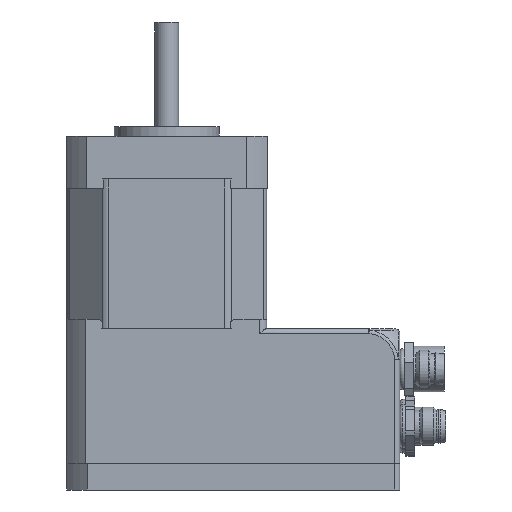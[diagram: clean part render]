
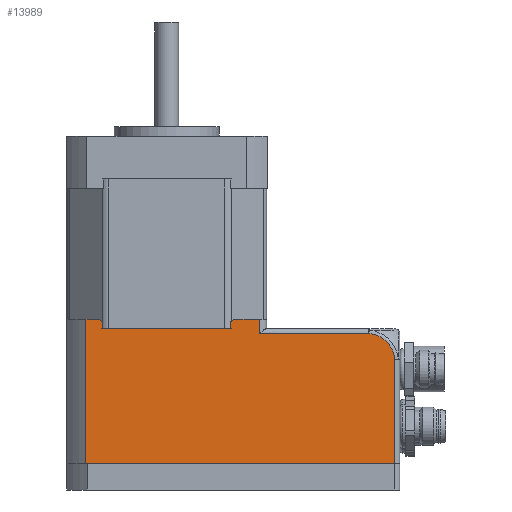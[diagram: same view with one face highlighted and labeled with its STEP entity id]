
A CAD part, left-side view. The second image highlights one B-rep face of the part: STEP entity #13989.
In plain terms, the highlighted planar face has unit normal (-1, 0, 0).
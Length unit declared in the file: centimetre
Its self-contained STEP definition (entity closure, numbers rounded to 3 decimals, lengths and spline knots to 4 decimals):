
#290=B_SPLINE_CURVE_WITH_KNOTS('',3,(#22932,#22933,#22934,#22935),
 .UNSPECIFIED.,.F.,.F.,(4,4),(0.,1.),.UNSPECIFIED.);
#291=B_SPLINE_CURVE_WITH_KNOTS('',3,(#22951,#22952,#22953,#22954),
 .UNSPECIFIED.,.F.,.F.,(4,4),(0.,1.),.UNSPECIFIED.);
#989=PLANE('',#15158);
#1517=FACE_OUTER_BOUND('',#2464,.T.);
#2464=EDGE_LOOP('',(#10171,#10172,#10173,#10174,#10175,#10176,#10177,#10178,
#10179,#10180,#10181,#10182,#10183));
#3572=LINE('',#22945,#4381);
#3573=LINE('',#22947,#4382);
#3574=LINE('',#22949,#4383);
#3575=LINE('',#22956,#4384);
#3576=LINE('',#22958,#4385);
#3577=LINE('',#22960,#4386);
#3578=LINE('',#22962,#4387);
#3579=LINE('',#22966,#4388);
#3580=LINE('',#22968,#4389);
#3581=LINE('',#22969,#4390);
#4381=VECTOR('',#17678,0.15);
#4382=VECTOR('',#17679,2.6796);
#4383=VECTOR('',#17680,0.15);
#4384=VECTOR('',#17681,0.2664);
#4385=VECTOR('',#17682,3.04);
#4386=VECTOR('',#17683,6.4971);
#4387=VECTOR('',#17684,2.19);
#4388=VECTOR('',#17687,2.3);
#4389=VECTOR('',#17688,0.3);
#4390=VECTOR('',#17689,0.5194);
#5149=CIRCLE('',#15159,0.6021);
#6168=VERTEX_POINT('',#22930);
#6169=VERTEX_POINT('',#22931);
#6172=VERTEX_POINT('',#22944);
#6173=VERTEX_POINT('',#22946);
#6174=VERTEX_POINT('',#22948);
#6175=VERTEX_POINT('',#22950);
#6176=VERTEX_POINT('',#22955);
#6177=VERTEX_POINT('',#22957);
#6178=VERTEX_POINT('',#22959);
#6179=VERTEX_POINT('',#22961);
#6180=VERTEX_POINT('',#22963);
#6181=VERTEX_POINT('',#22965);
#6182=VERTEX_POINT('',#22967);
#7681=EDGE_CURVE('',#6168,#6169,#290,.T.);
#7685=EDGE_CURVE('',#6168,#6172,#3572,.T.);
#7686=EDGE_CURVE('',#6172,#6173,#3573,.T.);
#7687=EDGE_CURVE('',#6174,#6173,#3574,.T.);
#7688=EDGE_CURVE('',#6175,#6174,#291,.T.);
#7689=EDGE_CURVE('',#6175,#6176,#3575,.T.);
#7690=EDGE_CURVE('',#6176,#6177,#3576,.T.);
#7691=EDGE_CURVE('',#6178,#6177,#3577,.T.);
#7692=EDGE_CURVE('',#6179,#6178,#3578,.T.);
#7693=EDGE_CURVE('',#6179,#6180,#5149,.T.);
#7694=EDGE_CURVE('',#6180,#6181,#3579,.T.);
#7695=EDGE_CURVE('',#6181,#6182,#3580,.T.);
#7696=EDGE_CURVE('',#6182,#6169,#3581,.T.);
#10171=ORIENTED_EDGE('',*,*,#7681,.F.);
#10172=ORIENTED_EDGE('',*,*,#7685,.T.);
#10173=ORIENTED_EDGE('',*,*,#7686,.T.);
#10174=ORIENTED_EDGE('',*,*,#7687,.F.);
#10175=ORIENTED_EDGE('',*,*,#7688,.F.);
#10176=ORIENTED_EDGE('',*,*,#7689,.T.);
#10177=ORIENTED_EDGE('',*,*,#7690,.T.);
#10178=ORIENTED_EDGE('',*,*,#7691,.F.);
#10179=ORIENTED_EDGE('',*,*,#7692,.F.);
#10180=ORIENTED_EDGE('',*,*,#7693,.T.);
#10181=ORIENTED_EDGE('',*,*,#7694,.T.);
#10182=ORIENTED_EDGE('',*,*,#7695,.T.);
#10183=ORIENTED_EDGE('',*,*,#7696,.T.);
#13989=ADVANCED_FACE('',(#1517),#989,.T.);
#15158=AXIS2_PLACEMENT_3D('',#22943,#17676,#17677);
#15159=AXIS2_PLACEMENT_3D('',#22964,#17685,#17686);
#17676=DIRECTION('center_axis',(-1.,0.,0.));
#17677=DIRECTION('ref_axis',(0.,0.,1.));
#17678=DIRECTION('',(0.,0.,-1.));
#17679=DIRECTION('',(0.,1.,0.));
#17680=DIRECTION('',(0.,0.,-1.));
#17681=DIRECTION('',(0.,1.,0.));
#17682=DIRECTION('',(0.,0.,-1.));
#17683=DIRECTION('',(0.,1.,0.));
#17684=DIRECTION('',(0.,0.,-1.));
#17685=DIRECTION('center_axis',(-1.,0.,0.));
#17686=DIRECTION('ref_axis',(0.,0.,
1.));
#17687=DIRECTION('',(0.,1.,0.));
#17688=DIRECTION('',(0.,0.,1.));
#17689=DIRECTION('',(0.,1.,0.));
#22930=CARTESIAN_POINT('',(-2.1,-1.3398,-1.425));
#22931=CARTESIAN_POINT('',(-2.1,-1.4306,-1.375));
#22932=CARTESIAN_POINT('Ctrl Pts',(-2.1,-1.3398,-1.425));
#22933=CARTESIAN_POINT('Ctrl Pts',(-2.1,-1.3702,-1.4086));
#22934=CARTESIAN_POINT('Ctrl Pts',(-2.1,-1.4005,-1.392));
#22935=CARTESIAN_POINT('Ctrl Pts',(-2.1,-1.4306,-1.375));
#22943=CARTESIAN_POINT('Origin',(-2.1,-3.2,-2.465));
#22944=CARTESIAN_POINT('',(-2.1,-1.3398,-1.575));
#22945=CARTESIAN_POINT('',(-2.1,-1.3398,-1.425));
#22946=CARTESIAN_POINT('',(-2.1,1.3398,-1.575));
#22947=CARTESIAN_POINT('',(-2.1,-1.3398,-1.575));
#22948=CARTESIAN_POINT('',(-2.1,1.3398,-1.425));
#22949=CARTESIAN_POINT('',(-2.1,1.3398,-1.425));
#22950=CARTESIAN_POINT('',(-2.1,1.4306,-1.375));
#22951=CARTESIAN_POINT('Ctrl Pts',(-2.1,1.4306,-1.375));
#22952=CARTESIAN_POINT('Ctrl Pts',(-2.1,1.4005,-1.392));
#22953=CARTESIAN_POINT('Ctrl Pts',(-2.1,1.3702,-1.4086));
#22954=CARTESIAN_POINT('Ctrl Pts',(-2.1,1.3398,-1.425));
#22955=CARTESIAN_POINT('',(-2.1,1.6971,-1.375));
#22956=CARTESIAN_POINT('',(-2.1,1.4306,-1.375));
#22957=CARTESIAN_POINT('',(-2.1,1.6971,-4.415));
#22958=CARTESIAN_POINT('',(-2.1,1.6971,-1.375));
#22959=CARTESIAN_POINT('',(-2.1,-4.8,-4.415));
#22960=CARTESIAN_POINT('',(-2.1,-4.8,-4.415));
#22961=CARTESIAN_POINT('',(-2.1,-4.8,-2.225));
#22962=CARTESIAN_POINT('',(-2.1,-4.8,-2.225));
#22963=CARTESIAN_POINT('',(-2.1,-4.25,-1.675));
#22964=CARTESIAN_POINT('Origin',(-2.1,-4.2,-2.275));
#22965=CARTESIAN_POINT('',(-2.1,-1.95,-1.675));
#22966=CARTESIAN_POINT('',(-2.1,-4.25,-1.675));
#22967=CARTESIAN_POINT('',(-2.1,-1.95,-1.375));
#22968=CARTESIAN_POINT('',(-2.1,-1.95,-1.675));
#22969=CARTESIAN_POINT('',(-2.1,-1.95,-1.375));
